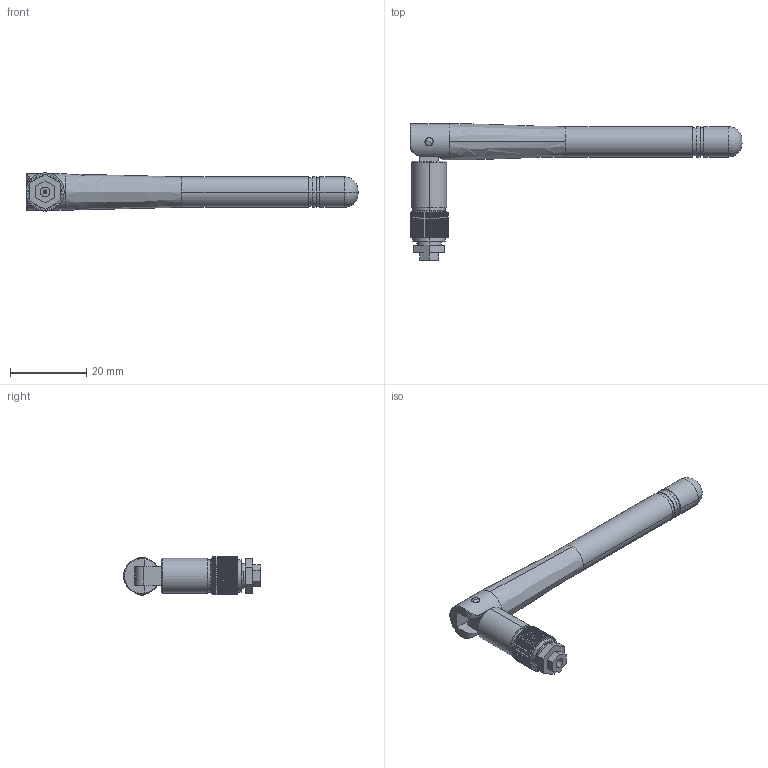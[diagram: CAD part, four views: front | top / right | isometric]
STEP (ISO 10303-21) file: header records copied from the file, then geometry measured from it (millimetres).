
FILE_DESCRIPTION (( 'STEP AP214' ), '1' );
FILE_NAME ('1Sborka antenn.STEP', '2023-11-30T15:53:51', ( 'admin' ), ( '' ), 'SwSTEP 2.0', 'SolidWorks 2020', '' );
FILE_SCHEMA (( 'AUTOMOTIVE_DESIGN' ));
Length unit declared in the file: millimetre
Products named in the file (6): taper pin unhardened_iso_ISO 2339 - A - 2 x 10 - St; antenn2; part3; 1Sborka antenn; antenn1; part4
Assembly tree (5 placements, depth 2):
  1Sborka antenn
    antenn2
    antenn1
    part3
    part4
    taper pin unhardened_iso_ISO 2339 - A - 2 x 10 - St
Bounding box: 87 x 35.8 x 10.05 mm (x, y, z)
Volume: 6137.7 mm3; surface area: 4965.5 mm2
Topology: 5 solids, 5 shells, 437 faces, 1196 edges, 788 vertices
Faces by surface type: cylinder 196, plane 193, bspline 28, cone 12, torus 4, sphere 4
Entity records: 22006 total; most frequent: CARTESIAN_POINT 11485, ORIENTED_EDGE 2392, DIRECTION 1910, EDGE_CURVE 1196, VERTEX_POINT 788, AXIS2_PLACEMENT_3D 682, VECTOR 546, LINE 546
